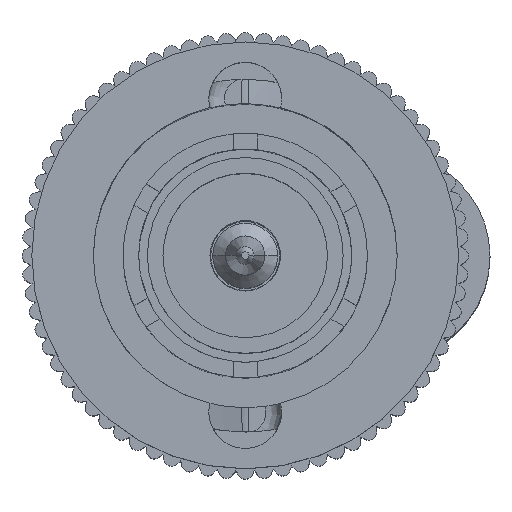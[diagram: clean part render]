
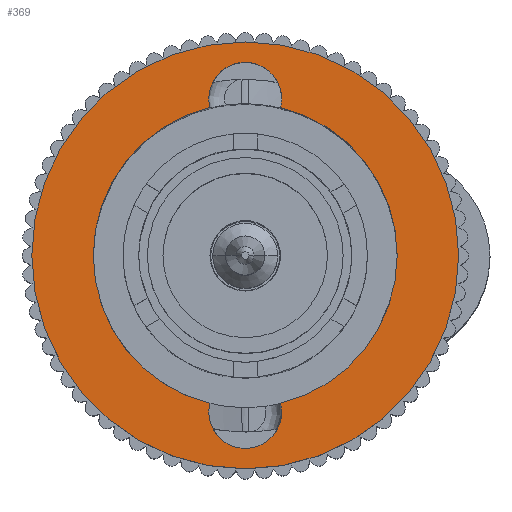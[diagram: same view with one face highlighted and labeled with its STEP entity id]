
A CAD part, top view. The second image highlights one B-rep face of the part: STEP entity #369.
In plain terms, the highlighted planar face has unit normal (0, 0, 1).
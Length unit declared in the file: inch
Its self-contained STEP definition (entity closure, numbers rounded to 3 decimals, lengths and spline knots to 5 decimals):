
#10 = DIRECTION ( 'NONE',  ( 0., 0., 1. ) ) ;
#11 = CIRCLE ( 'NONE', #13, 0.194 ) ;
#12 = CARTESIAN_POINT ( 'NONE',  ( 0., 0., 0. ) ) ;
#13 = AXIS2_PLACEMENT_3D ( 'NONE', #12, #10, #16 ) ;
#16 = DIRECTION ( 'NONE',  ( 1., 0., 0. ) ) ;
#139 = CARTESIAN_POINT ( 'NONE',  ( -0.0451, 0.18868, 0. ) ) ;
#140 = DIRECTION ( 'NONE',  ( -1., 0., 0. ) ) ;
#141 = DIRECTION ( 'NONE',  ( 0., 0., 1. ) ) ;
#144 = CARTESIAN_POINT ( 'NONE',  ( 0., 0.2, 0. ) ) ;
#145 = AXIS2_PLACEMENT_3D ( 'NONE', #144, #141, #140 ) ;
#146 = CIRCLE ( 'NONE', #145, 0.0465 ) ;
#252 = CARTESIAN_POINT ( 'NONE',  ( 0., -0.2, 0. ) ) ;
#263 = DIRECTION ( 'NONE',  ( 1., 0., 0. ) ) ;
#264 = DIRECTION ( 'NONE',  ( 0., 0., 1. ) ) ;
#265 = AXIS2_PLACEMENT_3D ( 'NONE', #252, #264, #263 ) ;
#266 = CIRCLE ( 'NONE', #265, 0.0465 ) ;
#318 = EDGE_CURVE ( 'NONE', #1205, #1253, #10779, .T. ) ;
#319 = ORIENTED_EDGE ( 'NONE', *, *, #1204, .F. ) ;
#320 = ORIENTED_EDGE ( 'NONE', *, *, #1109, .F. ) ;
#321 = ORIENTED_EDGE ( 'NONE', *, *, #1365, .F. ) ;
#338 = ORIENTED_EDGE ( 'NONE', *, *, #318, .F. ) ;
#349 = EDGE_CURVE ( 'NONE', #12762, #12759, #10970, .T. ) ;
#354 = ORIENTED_EDGE ( 'NONE', *, *, #1212, .F. ) ;
#355 = ORIENTED_EDGE ( 'NONE', *, *, #356, .F. ) ;
#356 = EDGE_CURVE ( 'NONE', #1194, #1256, #10883, .T. ) ;
#357 = ORIENTED_EDGE ( 'NONE', *, *, #1284, .F. ) ;
#358 = EDGE_LOOP ( 'NONE', ( #360, #365 ) ) ;
#360 = ORIENTED_EDGE ( 'NONE', *, *, #12765, .T. ) ;
#362 = ORIENTED_EDGE ( 'NONE', *, *, #1292, .F. ) ;
#364 = ORIENTED_EDGE ( 'NONE', *, *, #1274, .F. ) ;
#365 = ORIENTED_EDGE ( 'NONE', *, *, #349, .T. ) ;
#367 = ORIENTED_EDGE ( 'NONE', *, *, #368, .F. ) ;
#368 = EDGE_CURVE ( 'NONE', #1293, #1272, #10755, .T. ) ;
#369 = ADVANCED_FACE ( 'NONE', ( #11012, #11011 ), #11009, .T. ) ;
#378 = EDGE_LOOP ( 'NONE', ( #367, #362, #364, #338, #319, #320, #321, #354, #355, #357 ) ) ;
#675 = DIRECTION ( 'NONE',  ( -1., 0., 0. ) ) ;
#677 = DIRECTION ( 'NONE',  ( 0., 0., 1. ) ) ;
#678 = CARTESIAN_POINT ( 'NONE',  ( 0., 0.2, 0. ) ) ;
#693 = AXIS2_PLACEMENT_3D ( 'NONE', #678, #677, #675 ) ;
#694 = CIRCLE ( 'NONE', #693, 0.0465 ) ;
#696 = CARTESIAN_POINT ( 'NONE',  ( -0.194, 0., 0. ) ) ;
#722 = CARTESIAN_POINT ( 'NONE',  ( -0.0465, 0.2, 0. ) ) ;
#1109 = EDGE_CURVE ( 'NONE', #1154, #1110, #12619, .T. ) ;
#1110 = VERTEX_POINT ( 'NONE', #12606 ) ;
#1154 = VERTEX_POINT ( 'NONE', #12155 ) ;
#1194 = VERTEX_POINT ( 'NONE', #10675 ) ;
#1204 = EDGE_CURVE ( 'NONE', #1110, #1205, #11124, .T. ) ;
#1205 = VERTEX_POINT ( 'NONE', #11121 ) ;
#1212 = EDGE_CURVE ( 'NONE', #1256, #1213, #11755, .T. ) ;
#1213 = VERTEX_POINT ( 'NONE', #11784 ) ;
#1253 = VERTEX_POINT ( 'NONE', #9113 ) ;
#1256 = VERTEX_POINT ( 'NONE', #9021 ) ;
#1266 = VERTEX_POINT ( 'NONE', #722 ) ;
#1272 = VERTEX_POINT ( 'NONE', #696 ) ;
#1274 = EDGE_CURVE ( 'NONE', #1253, #1266, #694, .T. ) ;
#1284 = EDGE_CURVE ( 'NONE', #1272, #1194, #11, .T. ) ;
#1292 = EDGE_CURVE ( 'NONE', #1266, #1293, #146, .T. ) ;
#1293 = VERTEX_POINT ( 'NONE', #139 ) ;
#1365 = EDGE_CURVE ( 'NONE', #1213, #1154, #266, .T. ) ;
#9021 = CARTESIAN_POINT ( 'NONE',  ( -0.0465, -0.2, 0. ) ) ;
#9113 = CARTESIAN_POINT ( 'NONE',  ( 0.0465, 0.2, 0. ) ) ;
#10244 = DIRECTION ( 'NONE',  ( 1., 0., 0. ) ) ;
#10245 = DIRECTION ( 'NONE',  ( 0., 0., 1. ) ) ;
#10246 = CARTESIAN_POINT ( 'NONE',  ( 0., 0., 0. ) ) ;
#10247 = AXIS2_PLACEMENT_3D ( 'NONE', #10246, #10245, #10244 ) ;
#10248 = CIRCLE ( 'NONE', #10247, 0.2725 ) ;
#10303 = CARTESIAN_POINT ( 'NONE',  ( -0.2725, 0., 0. ) ) ;
#10334 = CARTESIAN_POINT ( 'NONE',  ( 0.2725, 0., 0. ) ) ;
#10675 = CARTESIAN_POINT ( 'NONE',  ( -0.0451, -0.18868, 0. ) ) ;
#10731 = DIRECTION ( 'NONE',  ( 0., 0., 1. ) ) ;
#10743 = DIRECTION ( 'NONE',  ( -1., 0., 0. ) ) ;
#10749 = CARTESIAN_POINT ( 'NONE',  ( 0., 0., 0. ) ) ;
#10750 = AXIS2_PLACEMENT_3D ( 'NONE', #10749, #10781, #10780 ) ;
#10755 = CIRCLE ( 'NONE', #10750, 0.194 ) ;
#10777 = CARTESIAN_POINT ( 'NONE',  ( 0., 0.2, 0. ) ) ;
#10778 = AXIS2_PLACEMENT_3D ( 'NONE', #10777, #10731, #10743 ) ;
#10779 = CIRCLE ( 'NONE', #10778, 0.0465 ) ;
#10780 = DIRECTION ( 'NONE',  ( 1., 0., 0. ) ) ;
#10781 = DIRECTION ( 'NONE',  ( 0., 0., 1. ) ) ;
#10879 = DIRECTION ( 'NONE',  ( 1., 0., 0. ) ) ;
#10880 = DIRECTION ( 'NONE',  ( 0., 0., 1. ) ) ;
#10881 = CARTESIAN_POINT ( 'NONE',  ( 0., -0.2, 0. ) ) ;
#10882 = AXIS2_PLACEMENT_3D ( 'NONE', #10881, #10880, #10879 ) ;
#10883 = CIRCLE ( 'NONE', #10882, 0.0465 ) ;
#10935 = CARTESIAN_POINT ( 'NONE',  ( 0., 0., 0. ) ) ;
#10967 = DIRECTION ( 'NONE',  ( 1., 0., 0. ) ) ;
#10968 = DIRECTION ( 'NONE',  ( 0., 0., 1. ) ) ;
#10969 = AXIS2_PLACEMENT_3D ( 'NONE', #10935, #10968, #10967 ) ;
#10970 = CIRCLE ( 'NONE', #10969, 0.2725 ) ;
#11007 = CARTESIAN_POINT ( 'NONE',  ( 0.2725, 0., 0. ) ) ;
#11008 = AXIS2_PLACEMENT_3D ( 'NONE', #11007, #11026, #11025 ) ;
#11009 = PLANE ( 'NONE',  #11008 ) ;
#11011 = FACE_OUTER_BOUND ( 'NONE', #358, .T. ) ;
#11012 = FACE_BOUND ( 'NONE', #378, .T. ) ;
#11025 = DIRECTION ( 'NONE',  ( 1., 0., 0. ) ) ;
#11026 = DIRECTION ( 'NONE',  ( 0., 0., 1. ) ) ;
#11056 = CARTESIAN_POINT ( 'NONE',  ( 0., 0., 0. ) ) ;
#11121 = CARTESIAN_POINT ( 'NONE',  ( 0.0451, 0.18868, 0. ) ) ;
#11122 = DIRECTION ( 'NONE',  ( 1., 0., 0. ) ) ;
#11123 = AXIS2_PLACEMENT_3D ( 'NONE', #11056, #11128, #11122 ) ;
#11124 = CIRCLE ( 'NONE', #11123, 0.194 ) ;
#11128 = DIRECTION ( 'NONE',  ( 0., 0., 1. ) ) ;
#11755 = CIRCLE ( 'NONE', #11768, 0.0465 ) ;
#11768 = AXIS2_PLACEMENT_3D ( 'NONE', #11769, #11770, #11772 ) ;
#11769 = CARTESIAN_POINT ( 'NONE',  ( 0., -0.2, 0. ) ) ;
#11770 = DIRECTION ( 'NONE',  ( 0., 0., 1. ) ) ;
#11772 = DIRECTION ( 'NONE',  ( 1., 0., 0. ) ) ;
#11784 = CARTESIAN_POINT ( 'NONE',  ( 0.0465, -0.2, 0. ) ) ;
#12155 = CARTESIAN_POINT ( 'NONE',  ( 0.0451, -0.18868, 0. ) ) ;
#12606 = CARTESIAN_POINT ( 'NONE',  ( 0.194, 0., 0. ) ) ;
#12607 = AXIS2_PLACEMENT_3D ( 'NONE', #12642, #12627, #12608 ) ;
#12608 = DIRECTION ( 'NONE',  ( 1., 0., 0. ) ) ;
#12619 = CIRCLE ( 'NONE', #12607, 0.194 ) ;
#12627 = DIRECTION ( 'NONE',  ( 0., 0., 1. ) ) ;
#12642 = CARTESIAN_POINT ( 'NONE',  ( 0., 0., 0. ) ) ;
#12759 = VERTEX_POINT ( 'NONE', #10334 ) ;
#12762 = VERTEX_POINT ( 'NONE', #10303 ) ;
#12765 = EDGE_CURVE ( 'NONE', #12759, #12762, #10248, .T. ) ;
